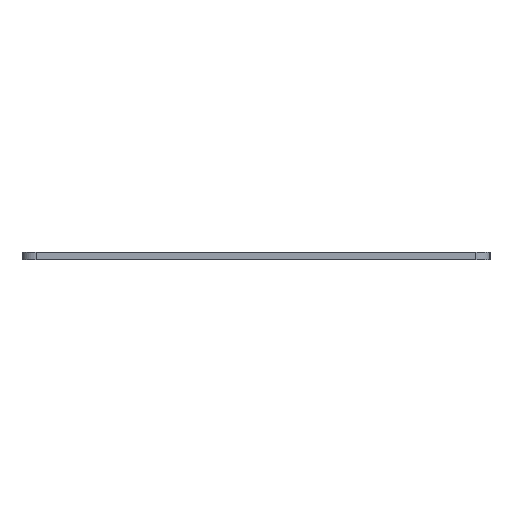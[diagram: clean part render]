
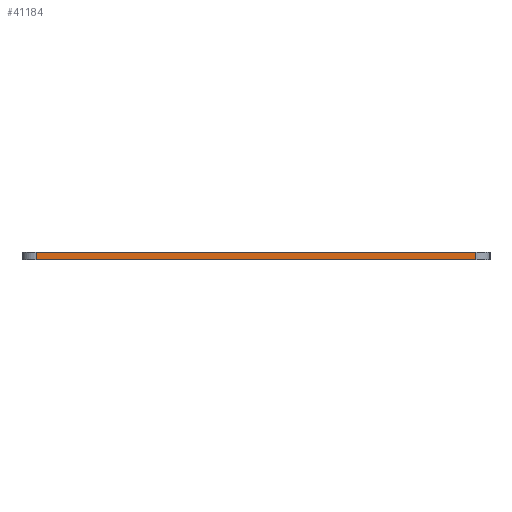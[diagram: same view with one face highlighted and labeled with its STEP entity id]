
A CAD part, left-side view. The second image highlights one B-rep face of the part: STEP entity #41184.
In plain terms, the highlighted planar face has unit normal (-1, 0, 0).
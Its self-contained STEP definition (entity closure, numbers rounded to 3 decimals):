
#83 = PLANE('',#84);
#84 = AXIS2_PLACEMENT_3D('',#85,#86,#87);
#85 = CARTESIAN_POINT('',(171.45,-66.65,1.6));
#86 = DIRECTION('',(-0.,-0.,-1.));
#87 = DIRECTION('',(-1.,0.,0.));
#111 = CYLINDRICAL_SURFACE('',#112,3.);
#112 = AXIS2_PLACEMENT_3D('',#113,#114,#115);
#113 = CARTESIAN_POINT('',(22.275,-113.05,0.));
#114 = DIRECTION('',(-0.,-0.,-1.));
#115 = DIRECTION('',(1.,0.,-0.));
#137 = PLANE('',#138);
#138 = AXIS2_PLACEMENT_3D('',#139,#140,#141);
#139 = CARTESIAN_POINT('',(171.45,-66.65,0.));
#140 = DIRECTION('',(-0.,-0.,-1.));
#141 = DIRECTION('',(-1.,0.,0.));
#238 = EDGE_CURVE('',#239,#241,#243,.T.);
#239 = VERTEX_POINT('',#240);
#240 = CARTESIAN_POINT('',(19.275,-113.05,0.));
#241 = VERTEX_POINT('',#242);
#242 = CARTESIAN_POINT('',(19.275,-113.05,1.6));
#243 = SURFACE_CURVE('',#244,(#248,#255),.PCURVE_S1.);
#244 = LINE('',#245,#246);
#245 = CARTESIAN_POINT('',(19.275,-113.05,0.));
#246 = VECTOR('',#247,1.);
#247 = DIRECTION('',(0.,0.,1.));
#248 = PCURVE('',#111,#249);
#249 = DEFINITIONAL_REPRESENTATION('',(#250),#254);
#250 = LINE('',#251,#252);
#251 = CARTESIAN_POINT('',(-3.142,0.));
#252 = VECTOR('',#253,1.);
#253 = DIRECTION('',(-0.,-1.));
#254 = ( GEOMETRIC_REPRESENTATION_CONTEXT(2) 
PARAMETRIC_REPRESENTATION_CONTEXT() REPRESENTATION_CONTEXT('2D SPACE',''
  ) );
#255 = PCURVE('',#256,#261);
#256 = PLANE('',#257);
#257 = AXIS2_PLACEMENT_3D('',#258,#259,#260);
#258 = CARTESIAN_POINT('',(19.275,-113.05,0.));
#259 = DIRECTION('',(-1.,0.,0.));
#260 = DIRECTION('',(0.,1.,0.));
#261 = DEFINITIONAL_REPRESENTATION('',(#262),#266);
#262 = LINE('',#263,#264);
#263 = CARTESIAN_POINT('',(0.,0.));
#264 = VECTOR('',#265,1.);
#265 = DIRECTION('',(0.,-1.));
#266 = ( GEOMETRIC_REPRESENTATION_CONTEXT(2) 
PARAMETRIC_REPRESENTATION_CONTEXT() REPRESENTATION_CONTEXT('2D SPACE',''
  ) );
#326 = EDGE_CURVE('',#239,#327,#329,.T.);
#327 = VERTEX_POINT('',#328);
#328 = CARTESIAN_POINT('',(19.275,-20.25,0.));
#329 = SURFACE_CURVE('',#330,(#334,#341),.PCURVE_S1.);
#330 = LINE('',#331,#332);
#331 = CARTESIAN_POINT('',(19.275,-113.05,0.));
#332 = VECTOR('',#333,1.);
#333 = DIRECTION('',(0.,1.,0.));
#334 = PCURVE('',#137,#335);
#335 = DEFINITIONAL_REPRESENTATION('',(#336),#340);
#336 = LINE('',#337,#338);
#337 = CARTESIAN_POINT('',(152.175,-46.4));
#338 = VECTOR('',#339,1.);
#339 = DIRECTION('',(0.,1.));
#340 = ( GEOMETRIC_REPRESENTATION_CONTEXT(2) 
PARAMETRIC_REPRESENTATION_CONTEXT() REPRESENTATION_CONTEXT('2D SPACE',''
  ) );
#341 = PCURVE('',#256,#342);
#342 = DEFINITIONAL_REPRESENTATION('',(#343),#347);
#343 = LINE('',#344,#345);
#344 = CARTESIAN_POINT('',(0.,0.));
#345 = VECTOR('',#346,1.);
#346 = DIRECTION('',(1.,0.));
#347 = ( GEOMETRIC_REPRESENTATION_CONTEXT(2) 
PARAMETRIC_REPRESENTATION_CONTEXT() REPRESENTATION_CONTEXT('2D SPACE',''
  ) );
#370 = CYLINDRICAL_SURFACE('',#371,3.);
#371 = AXIS2_PLACEMENT_3D('',#372,#373,#374);
#372 = CARTESIAN_POINT('',(22.275,-20.25,0.));
#373 = DIRECTION('',(-0.,-0.,-1.));
#374 = DIRECTION('',(1.,0.,-0.));
#22442 = EDGE_CURVE('',#241,#22443,#22445,.T.);
#22443 = VERTEX_POINT('',#22444);
#22444 = CARTESIAN_POINT('',(19.275,-20.25,1.6));
#22445 = SURFACE_CURVE('',#22446,(#22450,#22457),.PCURVE_S1.);
#22446 = LINE('',#22447,#22448);
#22447 = CARTESIAN_POINT('',(19.275,-113.05,1.6));
#22448 = VECTOR('',#22449,1.);
#22449 = DIRECTION('',(0.,1.,0.));
#22450 = PCURVE('',#83,#22451);
#22451 = DEFINITIONAL_REPRESENTATION('',(#22452),#22456);
#22452 = LINE('',#22453,#22454);
#22453 = CARTESIAN_POINT('',(152.175,-46.4));
#22454 = VECTOR('',#22455,1.);
#22455 = DIRECTION('',(0.,1.));
#22456 = ( GEOMETRIC_REPRESENTATION_CONTEXT(2) 
PARAMETRIC_REPRESENTATION_CONTEXT() REPRESENTATION_CONTEXT('2D SPACE',''
  ) );
#22457 = PCURVE('',#256,#22458);
#22458 = DEFINITIONAL_REPRESENTATION('',(#22459),#22463);
#22459 = LINE('',#22460,#22461);
#22460 = CARTESIAN_POINT('',(0.,-1.6));
#22461 = VECTOR('',#22462,1.);
#22462 = DIRECTION('',(1.,0.));
#22463 = ( GEOMETRIC_REPRESENTATION_CONTEXT(2) 
PARAMETRIC_REPRESENTATION_CONTEXT() REPRESENTATION_CONTEXT('2D SPACE',''
  ) );
#41184 = ADVANCED_FACE('',(#41185),#256,.T.);
#41185 = FACE_BOUND('',#41186,.T.);
#41186 = EDGE_LOOP('',(#41187,#41188,#41189,#41210));
#41187 = ORIENTED_EDGE('',*,*,#238,.T.);
#41188 = ORIENTED_EDGE('',*,*,#22442,.T.);
#41189 = ORIENTED_EDGE('',*,*,#41190,.F.);
#41190 = EDGE_CURVE('',#327,#22443,#41191,.T.);
#41191 = SURFACE_CURVE('',#41192,(#41196,#41203),.PCURVE_S1.);
#41192 = LINE('',#41193,#41194);
#41193 = CARTESIAN_POINT('',(19.275,-20.25,0.));
#41194 = VECTOR('',#41195,1.);
#41195 = DIRECTION('',(0.,0.,1.));
#41196 = PCURVE('',#256,#41197);
#41197 = DEFINITIONAL_REPRESENTATION('',(#41198),#41202);
#41198 = LINE('',#41199,#41200);
#41199 = CARTESIAN_POINT('',(92.8,0.));
#41200 = VECTOR('',#41201,1.);
#41201 = DIRECTION('',(0.,-1.));
#41202 = ( GEOMETRIC_REPRESENTATION_CONTEXT(2) 
PARAMETRIC_REPRESENTATION_CONTEXT() REPRESENTATION_CONTEXT('2D SPACE',''
  ) );
#41203 = PCURVE('',#370,#41204);
#41204 = DEFINITIONAL_REPRESENTATION('',(#41205),#41209);
#41205 = LINE('',#41206,#41207);
#41206 = CARTESIAN_POINT('',(-3.142,0.));
#41207 = VECTOR('',#41208,1.);
#41208 = DIRECTION('',(-0.,-1.));
#41209 = ( GEOMETRIC_REPRESENTATION_CONTEXT(2) 
PARAMETRIC_REPRESENTATION_CONTEXT() REPRESENTATION_CONTEXT('2D SPACE',''
  ) );
#41210 = ORIENTED_EDGE('',*,*,#326,.F.);
